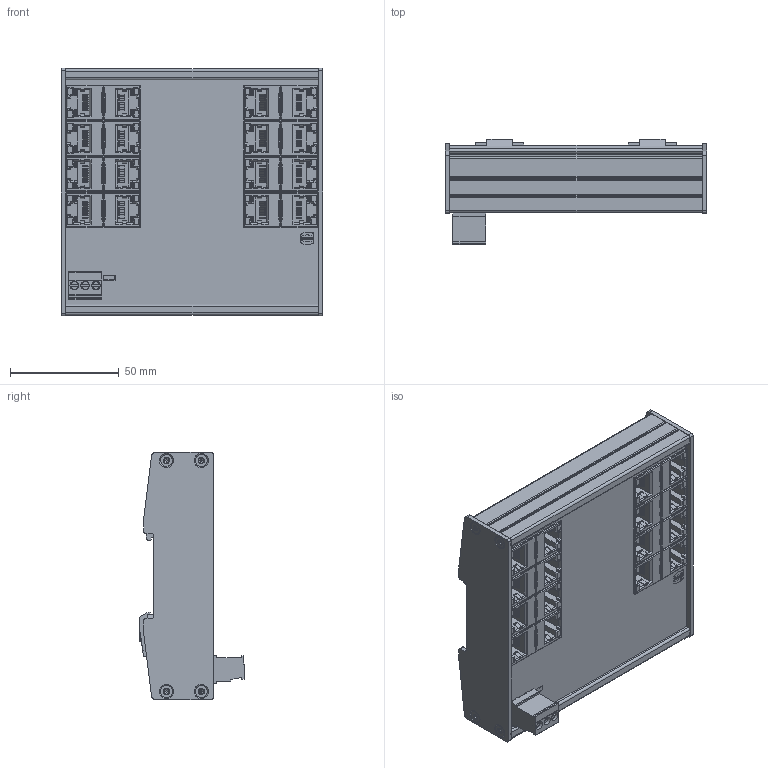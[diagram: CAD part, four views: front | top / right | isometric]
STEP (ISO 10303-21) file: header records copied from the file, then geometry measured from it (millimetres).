
FILE_DESCRIPTION(/* description */ (''),/* implementation_level */ '2;1');
FILE_NAME(/* name */ '100647791ugm000_a.stp',/* time_stamp */ '2016-01-15T08:55:51+01:00',/* author */ (''),/* organization */ (''),/* preprocessor_version */ 'ST-DEVELOPER v15',/* originating_system */ 'SIEMENS PLM Software NX 8.5',/* authorisation */ '');
FILE_SCHEMA (('AUTOMOTIVE_DESIGN { 1 0 10303 214 3 1 1 1 }'));
Products named in the file (1): 100647791ugm000_a
Bounding box: 120 x 48.2 x 113.5 mm (x, y, z)
Volume: 333507.6 mm3; surface area: 61710.3 mm2
Topology: 1 solids, 1 shells, 3124 faces, 8983 edges, 5951 vertices
Faces by surface type: plane 2243, cylinder 548, revolution 164, extrusion 81, sphere 64, cone 16, torus 8
Full cylindrical faces by diameter (mm): 4 x3, 5.4 x10
Entity records: 131088 total; most frequent: CARTESIAN_POINT 31595, ORIENTED_EDGE 17434, DIRECTION 13292, EDGE_CURVE 8717, VECTOR 5884, LINE 5803, VERTEX_POINT 5648, AXIS2_PLACEMENT_3D 3622
